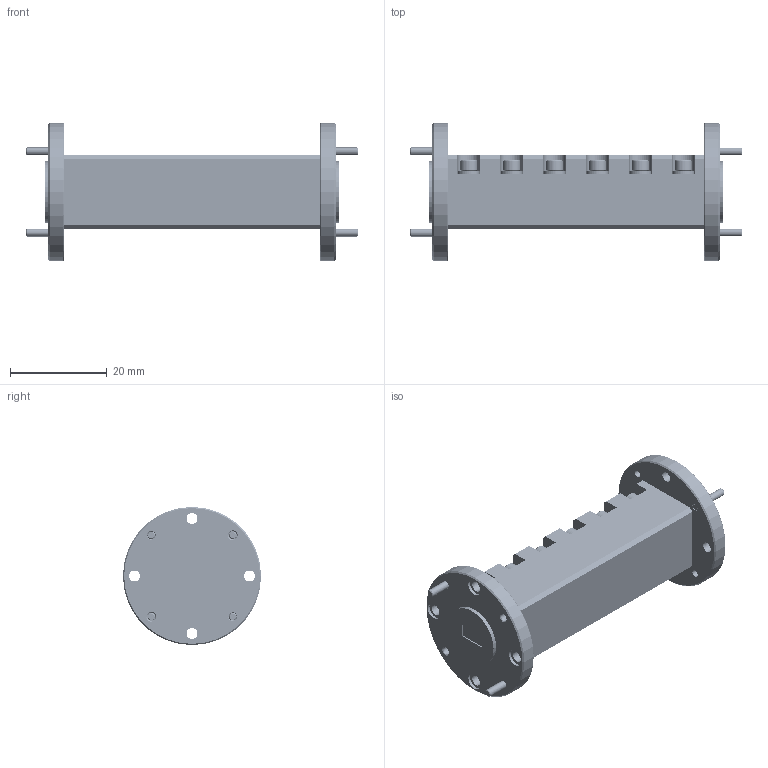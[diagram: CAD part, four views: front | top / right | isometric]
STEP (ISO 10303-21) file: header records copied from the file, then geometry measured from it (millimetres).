
FILE_DESCRIPTION (( 'STEP AP203' ), '1' );
FILE_NAME ('SWF-32332330-22-H1.STEP', '2019-06-04T00:41:15', ( '' ), ( '' ), 'SwSTEP 2.0', 'SolidWorks 2016', '' );
FILE_SCHEMA (( 'CONFIG_CONTROL_DESIGN' ));
Products named in the file (1): SWF-32332330-22-H1
Bounding box: 68.71 x 28.57 x 28.57 mm (x, y, z)
Volume: 15432 mm3; surface area: 11583.9 mm2
Topology: 30 solids, 30 shells, 1764 faces, 4746 edges, 3052 vertices
Faces by surface type: cylinder 1210, plane 294, cone 236, bspline 24
Entity records: 78435 total; most frequent: CARTESIAN_POINT 40195, ORIENTED_EDGE 9412, DIRECTION 6700, EDGE_CURVE 4706, VERTEX_POINT 3052, AXIS2_PLACEMENT_3D 2401, LINE 1898, VECTOR 1898
